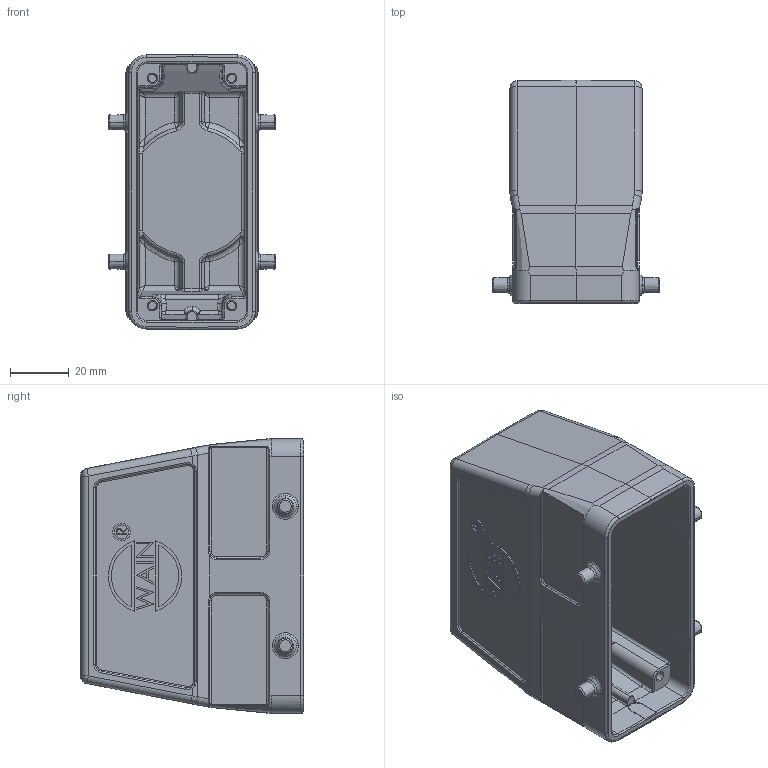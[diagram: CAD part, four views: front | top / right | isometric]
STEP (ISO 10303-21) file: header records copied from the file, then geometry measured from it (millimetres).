
FILE_DESCRIPTION((''),'2;1');
FILE_NAME('3D_1116169355001_EMC_H16B-BEH-4','2024-01-19T',('yp.zhu'),(''),'PRO/ENGINEER BY PARAMETRIC TECHNOLOGY CORPORATION, 2012480','PRO/ENGINEER BY PARAMETRIC TECHNOLOGY CORPORATION, 2012480','');
FILE_SCHEMA(('CONFIG_CONTROL_DESIGN'));
Length unit declared in the file: millimetre
Products named in the file (1): 3D_1116169355001_EMC_H16B-BEH-4
Bounding box: 57 x 76 x 93.7 mm (x, y, z)
Volume: 80520.5 mm3; surface area: 43722.1 mm2
Topology: 1 solids, 1 shells, 742 faces, 1850 edges, 1123 vertices
Faces by surface type: plane 263, cylinder 202, bspline 136, torus 77, cone 46, extrusion 10, sphere 8
Entity records: 29950 total; most frequent: CARTESIAN_POINT 13294, ORIENTED_EDGE 3644, DIRECTION 3182, EDGE_CURVE 1822, AXIS2_PLACEMENT_3D 1158, VERTEX_POINT 1123, VECTOR 866, LINE 856
